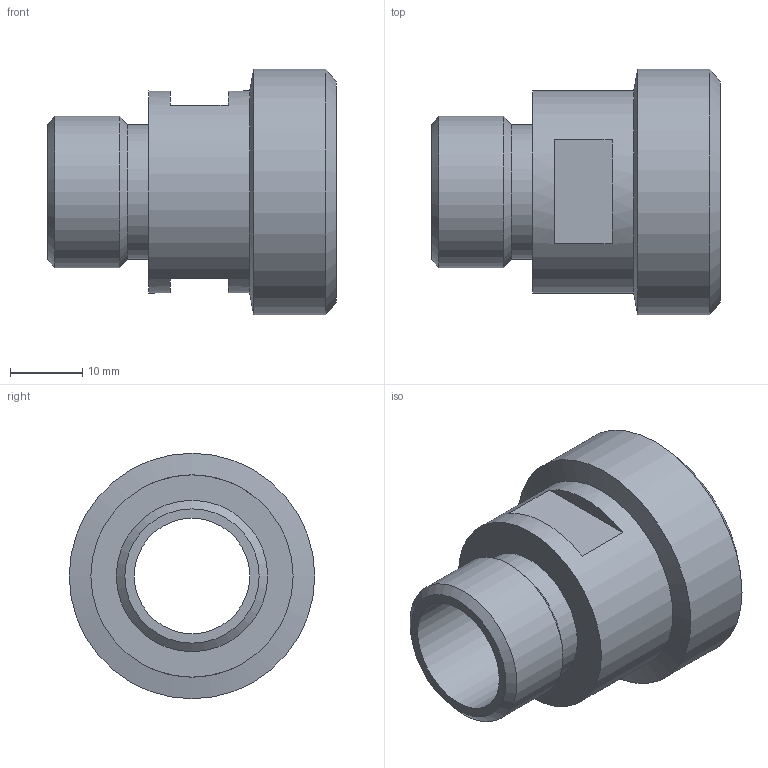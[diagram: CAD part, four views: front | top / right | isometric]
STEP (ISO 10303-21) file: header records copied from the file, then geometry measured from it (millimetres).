
FILE_DESCRIPTION((''),'2;1');
FILE_NAME('12800015X.stp','2010-08-05T14:22:28',('thilbrands'),(''),'Autodesk Inventor 2008','Autodesk Inventor 2008','');
FILE_SCHEMA(('AUTOMOTIVE_DESIGN { 1 0 10303 214 1 1 1 1 }'));
Length unit declared in the file: millimetre
Products named in the file (1): ENG-005067
Bounding box: 40 x 34 x 34 mm (x, y, z)
Volume: 13213.1 mm3; surface area: 7280.6 mm2
Topology: 1 solids, 1 shells, 23 faces, 41 edges, 25 vertices
Faces by surface type: plane 8, cylinder 7, cone 5, bspline 3
Full cylindrical faces by diameter (mm): 16 x1, 18 x1, 18.6 x1, 20.955 x1, 25.8 x1, 28 x1, 34 x1
Entity records: 530 total; most frequent: DIRECTION 92, CARTESIAN_POINT 87, ORIENTED_EDGE 58, AXIS2_PLACEMENT_3D 42, EDGE_LOOP 42, EDGE_CURVE 29, VERTEX_POINT 25, FACE_OUTER_BOUND 23
